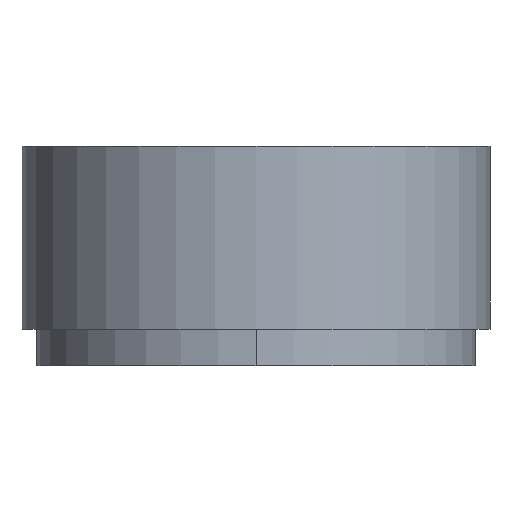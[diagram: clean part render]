
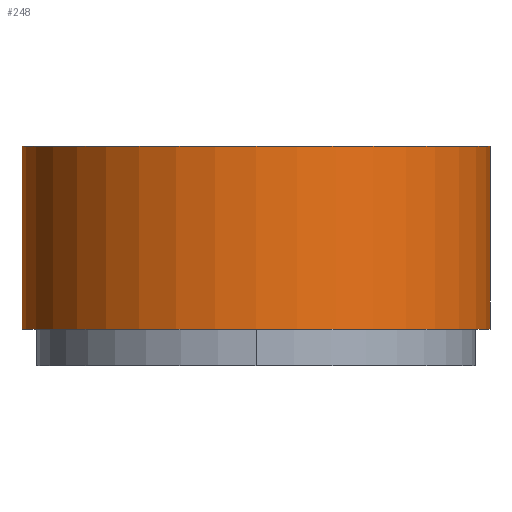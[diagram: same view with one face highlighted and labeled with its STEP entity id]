
A CAD part, front view. The second image highlights one B-rep face of the part: STEP entity #248.
In plain terms, the highlighted cylindrical face has radius 64 mm (diameter 128 mm), a partial arc.
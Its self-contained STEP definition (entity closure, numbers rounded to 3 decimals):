
#35=CARTESIAN_POINT('',(45.,-29.,129.));
#36=DIRECTION('',(0.,0.,1.));
#37=DIRECTION('',(-1.,0.,0.));
#38=AXIS2_PLACEMENT_3D('',#35,#36,#37);
#40=DIRECTION('',(0.,0.,1.));
#41=VECTOR('',#40,50.);
#42=CARTESIAN_POINT('',(109.,-29.,129.));
#43=LINE('',#42,#41);
#44=DIRECTION('',(0.,0.,1.));
#45=VECTOR('',#44,50.);
#46=CARTESIAN_POINT('',(-19.,-29.,129.));
#47=LINE('',#46,#45);
#53=CARTESIAN_POINT('',(45.,-29.,179.));
#54=DIRECTION('',(0.,0.,1.));
#55=DIRECTION('',(-1.,0.,0.));
#56=AXIS2_PLACEMENT_3D('',#53,#54,#55);
#139=CARTESIAN_POINT('',(109.,-29.,129.));
#140=CARTESIAN_POINT('',(-19.,-29.,129.));
#141=VERTEX_POINT('',#139);
#142=VERTEX_POINT('',#140);
#143=CARTESIAN_POINT('',(109.,-29.,179.));
#144=CARTESIAN_POINT('',(-19.,-29.,179.));
#145=VERTEX_POINT('',#143);
#146=VERTEX_POINT('',#144);
#236=CARTESIAN_POINT('',(45.,-29.,129.));
#237=DIRECTION('',(0.,0.,1.));
#238=DIRECTION('',(1.,0.,0.));
#239=AXIS2_PLACEMENT_3D('',#236,#237,#238);
#240=CYLINDRICAL_SURFACE('',#239,64.);
#241=ORIENTED_EDGE('',*,*,#211,.F.);
#242=ORIENTED_EDGE('',*,*,#231,.T.);
#244=ORIENTED_EDGE('',*,*,#243,.T.);
#245=ORIENTED_EDGE('',*,*,#227,.F.);
#246=EDGE_LOOP('',(#241,#242,#244,#245));
#247=FACE_OUTER_BOUND('',#246,.F.);
#248=ADVANCED_FACE('',(#247),#240,.T.);
#39=CIRCLE('',#38,64.);
#57=CIRCLE('',#56,64.);
#211=EDGE_CURVE('',#142,#141,#39,.T.);
#227=EDGE_CURVE('',#141,#145,#43,.T.);
#231=EDGE_CURVE('',#142,#146,#47,.T.);
#243=EDGE_CURVE('',#146,#145,#57,.T.);
